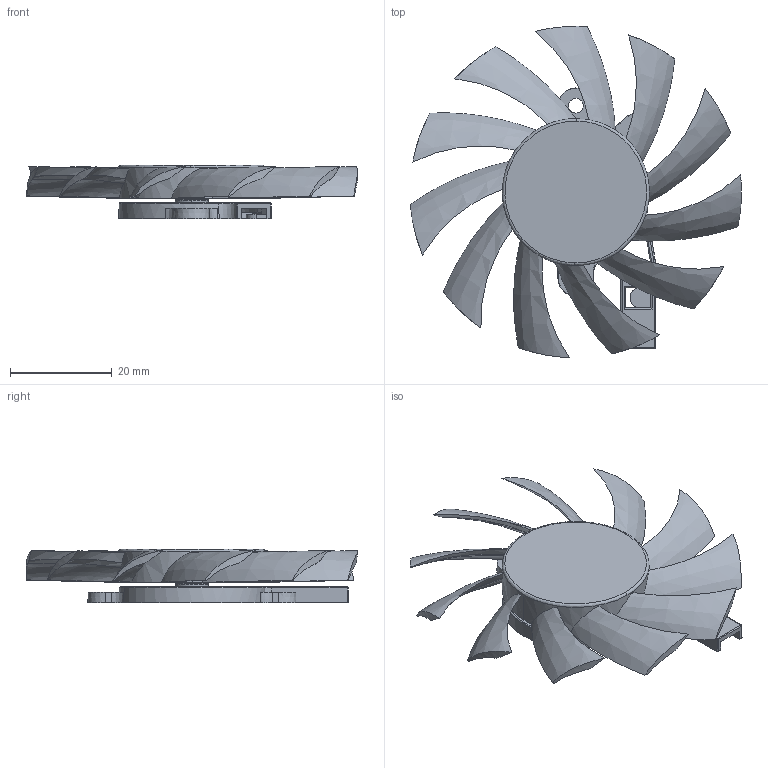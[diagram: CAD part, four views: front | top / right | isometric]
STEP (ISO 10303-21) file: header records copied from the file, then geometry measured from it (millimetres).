
FILE_DESCRIPTION (( 'STEP AP203' ), '1' );
FILE_NAME ('7010.STEP', '2018-01-08T07:17:18', ( '桑三博客' ), ( 'Www.SangSan.Cn' ), 'SwSTEP 2.0', 'SolidWorks 2016', '' );
FILE_SCHEMA (( 'CONFIG_CONTROL_DESIGN' ));
Length unit declared in the file: millimetre
Products named in the file (3): 7010y1-1; 7010z1-1; 7010
Assembly tree (2 placements, depth 2):
  7010
    7010y1-1
    7010z1-1
Bounding box: 65.11 x 65.17 x 10.5 mm (x, y, z)
Volume: 2914.6 mm3; surface area: 9166.6 mm2
Topology: 1 solids, 2 shells, 255 faces, 695 edges, 448 vertices
Faces by surface type: bspline 80, cylinder 74, plane 57, cone 44
Entity records: 21912 total; most frequent: CARTESIAN_POINT 15888, ORIENTED_EDGE 1390, DIRECTION 936, EDGE_CURVE 695, VERTEX_POINT 448, AXIS2_PLACEMENT_3D 375, B_SPLINE_CURVE_WITH_KNOTS 296, EDGE_LOOP 279
